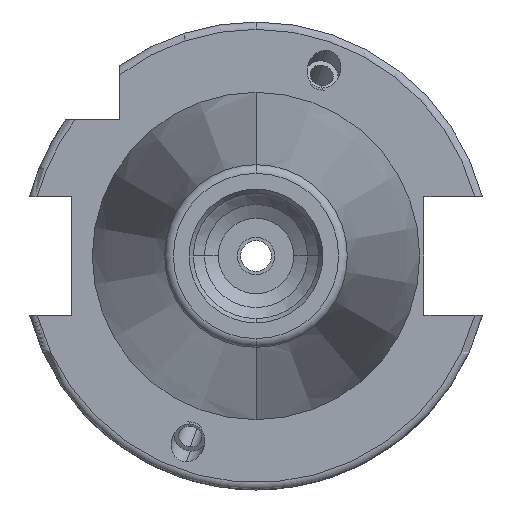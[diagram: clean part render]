
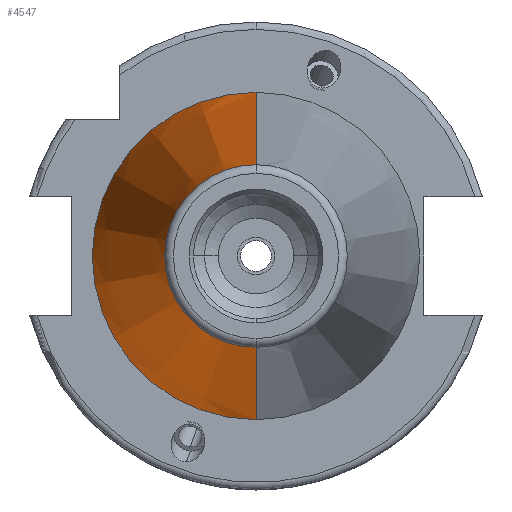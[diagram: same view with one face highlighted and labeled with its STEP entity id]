
A CAD part, left-side view. The second image highlights one B-rep face of the part: STEP entity #4547.
In plain terms, the highlighted conical face has half-angle 8.297 degrees and reference radius 22.225 mm.
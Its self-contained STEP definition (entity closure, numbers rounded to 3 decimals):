
#53 = ORIENTED_EDGE ( 'NONE', *, *, #8098, .F. ) ;
#101 = ORIENTED_EDGE ( 'NONE', *, *, #8259, .T. ) ;
#245 = VERTEX_POINT ( 'NONE', #4114 ) ;
#361 = CIRCLE ( 'NONE', #4036, 22.225 ) ;
#1051 = EDGE_CURVE ( 'NONE', #3905, #4147, #1503, .T. ) ;
#1104 = DIRECTION ( 'NONE',  ( 0., 1., 0. ) ) ;
#1205 = EDGE_CURVE ( 'NONE', #8590, #4147, #361, .T. ) ;
#1503 = LINE ( 'NONE', #7150, #6401 ) ;
#1631 = CARTESIAN_POINT ( 'NONE',  ( -67.373, 0., 0. ) ) ;
#2867 = AXIS2_PLACEMENT_3D ( 'NONE', #1631, #3475, #6762 ) ;
#3102 = ORIENTED_EDGE ( 'NONE', *, *, #1051, .F. ) ;
#3475 = DIRECTION ( 'NONE',  ( -1., 0., 0. ) ) ;
#3545 = ORIENTED_EDGE ( 'NONE', *, *, #1205, .T. ) ;
#3751 = CARTESIAN_POINT ( 'NONE',  ( 0., 0., 0. ) ) ;
#3905 = VERTEX_POINT ( 'NONE', #9280 ) ;
#4036 = AXIS2_PLACEMENT_3D ( 'NONE', #10934, #6328, #8244 ) ;
#4114 = CARTESIAN_POINT ( 'NONE',  ( -67.373, -12.4, 0. ) ) ;
#4147 = VERTEX_POINT ( 'NONE', #10902 ) ;
#4407 = DIRECTION ( 'NONE',  ( 1., 0., 0. ) ) ;
#4547 = ADVANCED_FACE ( 'NONE', ( #5580 ), #10140, .T. ) ;
#4964 = EDGE_LOOP ( 'NONE', ( #53, #101, #3545, #3102 ) ) ;
#5580 = FACE_OUTER_BOUND ( 'NONE', #4964, .T. ) ;
#5894 = AXIS2_PLACEMENT_3D ( 'NONE', #3751, #4407, #1104 ) ;
#6301 = DIRECTION ( 'NONE',  ( 0.99, 0.144, 0. ) ) ;
#6327 = VECTOR ( 'NONE', #7172, 1000. ) ;
#6328 = DIRECTION ( 'NONE',  ( -1., 0., 0. ) ) ;
#6401 = VECTOR ( 'NONE', #6301, 1000. ) ;
#6762 = DIRECTION ( 'NONE',  ( 0., -1., 0. ) ) ;
#7150 = CARTESIAN_POINT ( 'NONE',  ( 0., 22.225, 0. ) ) ;
#7172 = DIRECTION ( 'NONE',  ( 0.99, -0.144, 0. ) ) ;
#8098 = EDGE_CURVE ( 'NONE', #245, #3905, #10184, .T. ) ;
#8244 = DIRECTION ( 'NONE',  ( 0., -1., 0. ) ) ;
#8259 = EDGE_CURVE ( 'NONE', #245, #8590, #11452, .T. ) ;
#8590 = VERTEX_POINT ( 'NONE', #10964 ) ;
#9280 = CARTESIAN_POINT ( 'NONE',  ( -67.373, 12.4, 0. ) ) ;
#9594 = CARTESIAN_POINT ( 'NONE',  ( 0., -22.225, 0. ) ) ;
#10140 = CONICAL_SURFACE ( 'NONE', #5894, 22.225, 0.145 ) ;
#10184 = CIRCLE ( 'NONE', #2867, 12.4 ) ;
#10902 = CARTESIAN_POINT ( 'NONE',  ( 0., 22.225, 0. ) ) ;
#10934 = CARTESIAN_POINT ( 'NONE',  ( 0., 0., 0. ) ) ;
#10964 = CARTESIAN_POINT ( 'NONE',  ( 0., -22.225, 0. ) ) ;
#11452 = LINE ( 'NONE', #9594, #6327 ) ;
